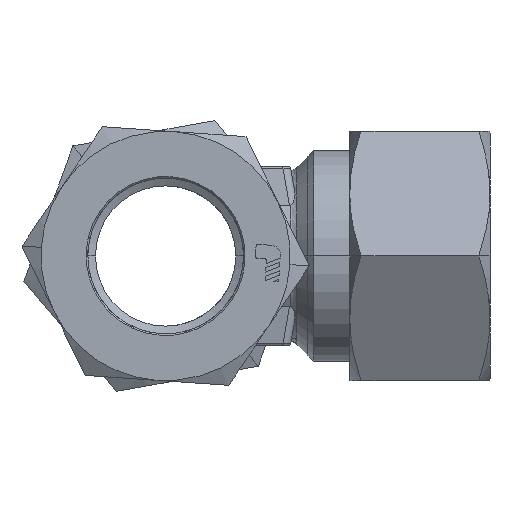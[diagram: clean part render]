
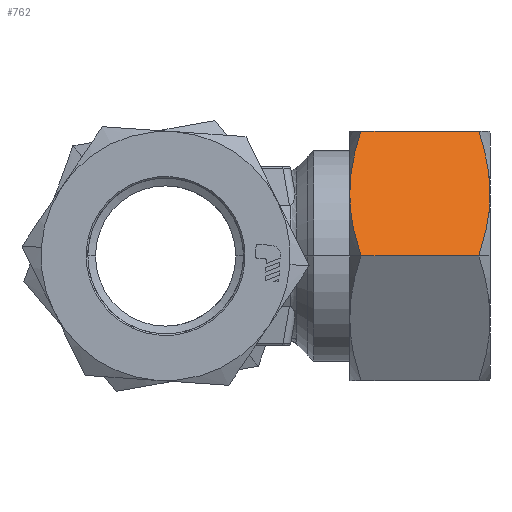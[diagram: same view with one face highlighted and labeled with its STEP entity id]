
A CAD part, left-side view. The second image highlights one B-rep face of the part: STEP entity #762.
In plain terms, the highlighted planar face has unit normal (-0.866, 0, 0.5).
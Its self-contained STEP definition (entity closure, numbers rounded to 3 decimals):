
#762=ADVANCED_FACE('NONE',(#1857),#1858,.T.);
#1857=FACE_OUTER_BOUND('',#3755,.T.);
#1858=PLANE('',#3756);
#3755=EDGE_LOOP('',(#6969,#6970,#6971,#6972,#6973,#6974));
#3756=AXIS2_PLACEMENT_3D('',#6975,#6976,#6977);
#6969=ORIENTED_EDGE('',*,*,#10466,.T.);
#6970=ORIENTED_EDGE('',*,*,#10816,.T.);
#6971=ORIENTED_EDGE('',*,*,#10817,.F.);
#6972=ORIENTED_EDGE('',*,*,#10818,.F.);
#6973=ORIENTED_EDGE('',*,*,#10819,.F.);
#6974=ORIENTED_EDGE('',*,*,#10820,.T.);
#6975=CARTESIAN_POINT('',(-18.475,-41.634,0.0));
#6976=DIRECTION('',(-0.866,0.0,0.5));
#6977=DIRECTION('',(0.0,-1.0,0.0));
#10466=EDGE_CURVE('NONE',#12110,#12107,#12111,.T.);
#10816=EDGE_CURVE('NONE',#12107,#12718,#12719,.T.);
#10817=EDGE_CURVE('NONE',#12720,#12718,#12721,.T.);
#10818=EDGE_CURVE('NONE',#12722,#12720,#12723,.T.);
#10819=EDGE_CURVE('NONE',#12724,#12722,#12725,.T.);
#10820=EDGE_CURVE('NONE',#12724,#12110,#12726,.T.);
#12107=VERTEX_POINT('NONE',#14460);
#12110=VERTEX_POINT('NONE',#14468);
#12111=B_SPLINE_CURVE_WITH_KNOTS('',3,(#14469,#14470,#14471,#14472,#14473,#14474),.UNSPECIFIED.,.F.,.F.,(4,2,4),(0.0,0.005,0.009),.UNSPECIFIED.);
#12718=VERTEX_POINT('NONE',#15757);
#12719=LINE('',#15758,#15759);
#12720=VERTEX_POINT('NONE',#15760);
#12721=B_SPLINE_CURVE_WITH_KNOTS('',3,(#15761,#15762,#15763,#15764,#15765,#15766),.UNSPECIFIED.,.F.,.F.,(4,2,4),(0.0,0.005,0.009),.UNSPECIFIED.);
#12722=VERTEX_POINT('NONE',#15767);
#12723=B_SPLINE_CURVE_WITH_KNOTS('',3,(#15768,#15769,#15770,#15771,#15772,#15773),.UNSPECIFIED.,.F.,.F.,(4,2,4),(0.,0.005,0.009),.UNSPECIFIED.);
#12724=VERTEX_POINT('NONE',#15774);
#12725=LINE('',#15775,#15776);
#12726=B_SPLINE_CURVE_WITH_KNOTS('',3,(#15777,#15778,#15779,#15780,#15781,#15782),.UNSPECIFIED.,.F.,.F.,(4,2,4),(0.,0.005,0.009),.UNSPECIFIED.);
#14460=CARTESIAN_POINT('',(-9.238,-40.204,16.0));
#14468=CARTESIAN_POINT('',(-13.856,-41.634,8.));
#14469=CARTESIAN_POINT('',(-13.856,-41.634,8.));
#14470=CARTESIAN_POINT('',(-13.068,-41.634,9.365));
#14471=CARTESIAN_POINT('',(-12.291,-41.497,10.712));
#14472=CARTESIAN_POINT('',(-10.753,-40.999,13.376));
#14473=CARTESIAN_POINT('',(-9.992,-40.64,14.693));
#14474=CARTESIAN_POINT('',(-9.238,-40.204,16.0));
#15757=CARTESIAN_POINT('',(-9.238,-25.063,16.0));
#15758=CARTESIAN_POINT('',(-9.238,-40.204,16.0));
#15759=VECTOR('',#19926,1000.0);
#15760=CARTESIAN_POINT('',(-13.856,-23.634,8.));
#15761=CARTESIAN_POINT('',(-13.856,-23.634,8.));
#15762=CARTESIAN_POINT('',(-13.068,-23.634,9.365));
#15763=CARTESIAN_POINT('',(-12.291,-23.77,10.712));
#15764=CARTESIAN_POINT('',(-10.753,-24.268,13.376));
#15765=CARTESIAN_POINT('',(-9.992,-24.627,14.693));
#15766=CARTESIAN_POINT('',(-9.238,-25.063,16.0));
#15767=CARTESIAN_POINT('',(-18.475,-25.063,0.));
#15768=CARTESIAN_POINT('',(-18.475,-25.063,0.));
#15769=CARTESIAN_POINT('',(-17.721,-24.627,1.307));
#15770=CARTESIAN_POINT('',(-16.96,-24.268,2.624));
#15771=CARTESIAN_POINT('',(-15.422,-23.77,5.288));
#15772=CARTESIAN_POINT('',(-14.645,-23.634,6.635));
#15773=CARTESIAN_POINT('',(-13.856,-23.634,8.));
#15774=CARTESIAN_POINT('',(-18.475,-40.204,0.));
#15775=CARTESIAN_POINT('',(-18.475,-40.204,0.0));
#15776=VECTOR('',#19927,1000.0);
#15777=CARTESIAN_POINT('',(-18.475,-40.204,0.));
#15778=CARTESIAN_POINT('',(-17.721,-40.64,1.307));
#15779=CARTESIAN_POINT('',(-16.96,-40.999,2.624));
#15780=CARTESIAN_POINT('',(-15.422,-41.497,5.288));
#15781=CARTESIAN_POINT('',(-14.645,-41.634,6.635));
#15782=CARTESIAN_POINT('',(-13.856,-41.634,8.));
#19926=DIRECTION('',(0.0,1.0,0.0));
#19927=DIRECTION('',(0.0,1.0,0.0));
